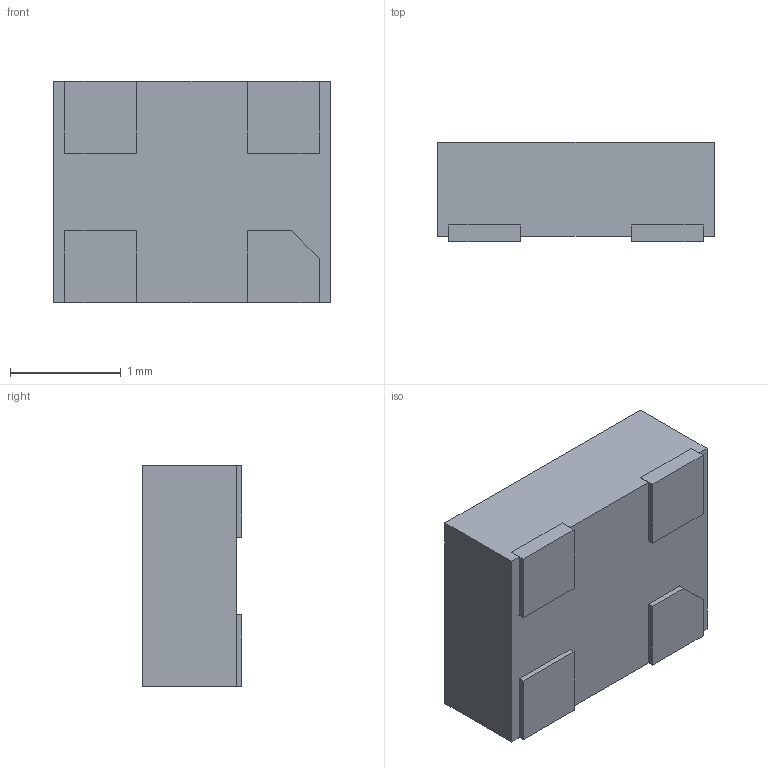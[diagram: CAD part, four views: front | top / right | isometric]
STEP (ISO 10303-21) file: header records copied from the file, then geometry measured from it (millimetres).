
FILE_DESCRIPTION (( 'STEP AP214' ), '1' );
FILE_NAME ('ASDMB-24.000MHZ-LC-T.STEP', '2019-09-13T12:37:49', ( '' ), ( '' ), 'SwSTEP 2.0', 'SolidWorks 2017', '' );
FILE_SCHEMA (( 'AUTOMOTIVE_DESIGN' ));
Length unit declared in the file: millimetre
Products named in the file (1): ASDMB-24.000MHZ-LC-T
Bounding box: 2.5 x 0.9 x 2 mm (x, y, z)
Volume: 4.3 mm3; surface area: 23.2 mm2
Topology: 6 solids, 6 shells, 55 faces, 126 edges, 84 vertices
Faces by surface type: plane 51, cylinder 4
Entity records: 1607 total; most frequent: CARTESIAN_POINT 266, ORIENTED_EDGE 252, DIRECTION 246, EDGE_CURVE 126, LINE 118, VECTOR 118, VERTEX_POINT 84, AXIS2_PLACEMENT_3D 64
